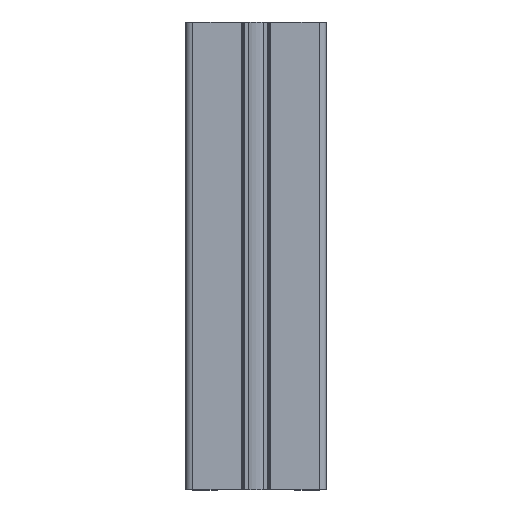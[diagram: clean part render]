
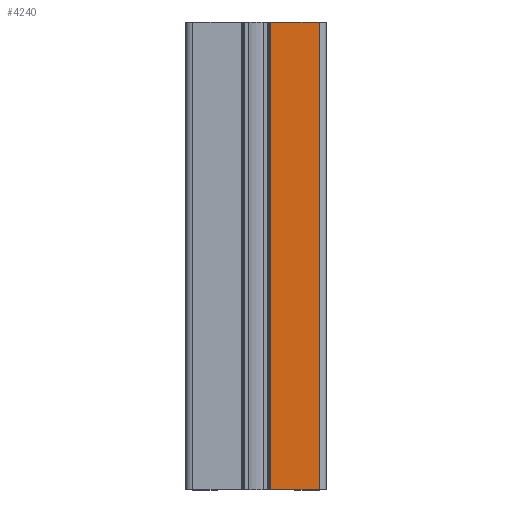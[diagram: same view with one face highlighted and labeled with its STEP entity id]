
A CAD part, top view. The second image highlights one B-rep face of the part: STEP entity #4240.
In plain terms, the highlighted planar face has unit normal (0, 0, 1).
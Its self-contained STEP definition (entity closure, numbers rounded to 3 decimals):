
#102=PLANE('',#4644);
#302=FACE_OUTER_BOUND('',#516,.T.);
#516=EDGE_LOOP('',(#3361,#3362,#3363,#3364));
#890=LINE('',#7005,#1310);
#891=LINE('',#7009,#1311);
#892=LINE('',#7011,#1312);
#893=LINE('',#7012,#1313);
#1310=VECTOR('',#5742,200.);
#1311=VECTOR('',#5747,20.7);
#1312=VECTOR('',#5748,200.);
#1313=VECTOR('',#5749,20.7);
#1967=VERTEX_POINT('',#7002);
#1968=VERTEX_POINT('',#7004);
#1969=VERTEX_POINT('',#7008);
#1970=VERTEX_POINT('',#7010);
#2557=EDGE_CURVE('',#1967,#1968,#890,.T.);
#2559=EDGE_CURVE('',#1967,#1969,#891,.T.);
#2560=EDGE_CURVE('',#1969,#1970,#892,.T.);
#2561=EDGE_CURVE('',#1968,#1970,#893,.T.);
#3361=ORIENTED_EDGE('',*,*,#2559,.T.);
#3362=ORIENTED_EDGE('',*,*,#2560,.T.);
#3363=ORIENTED_EDGE('',*,*,#2561,.F.);
#3364=ORIENTED_EDGE('',*,*,#2557,.F.);
#4240=ADVANCED_FACE('',(#302),#102,.T.);
#4644=AXIS2_PLACEMENT_3D('',#7007,#5745,#5746);
#5742=DIRECTION('',(0.,-1.,0.));
#5745=DIRECTION('center_axis',(0.,0.,1.));
#5746=DIRECTION('ref_axis',(1.,0.,0.));
#5747=DIRECTION('',(-1.,0.,0.));
#5748=DIRECTION('',(0.,-1.,0.));
#5749=DIRECTION('',(-1.,0.,0.));
#7002=CARTESIAN_POINT('',(27.,200.,22.5));
#7004=CARTESIAN_POINT('',(27.,0.,22.5));
#7005=CARTESIAN_POINT('',(27.,0.,22.5));
#7007=CARTESIAN_POINT('Origin',(6.3,0.,22.5));
#7008=CARTESIAN_POINT('',(6.3,200.,22.5));
#7009=CARTESIAN_POINT('',(3.15,200.,22.5));
#7010=CARTESIAN_POINT('',(6.3,0.,22.5));
#7011=CARTESIAN_POINT('',(6.3,0.,22.5));
#7012=CARTESIAN_POINT('',(3.15,0.,22.5));
